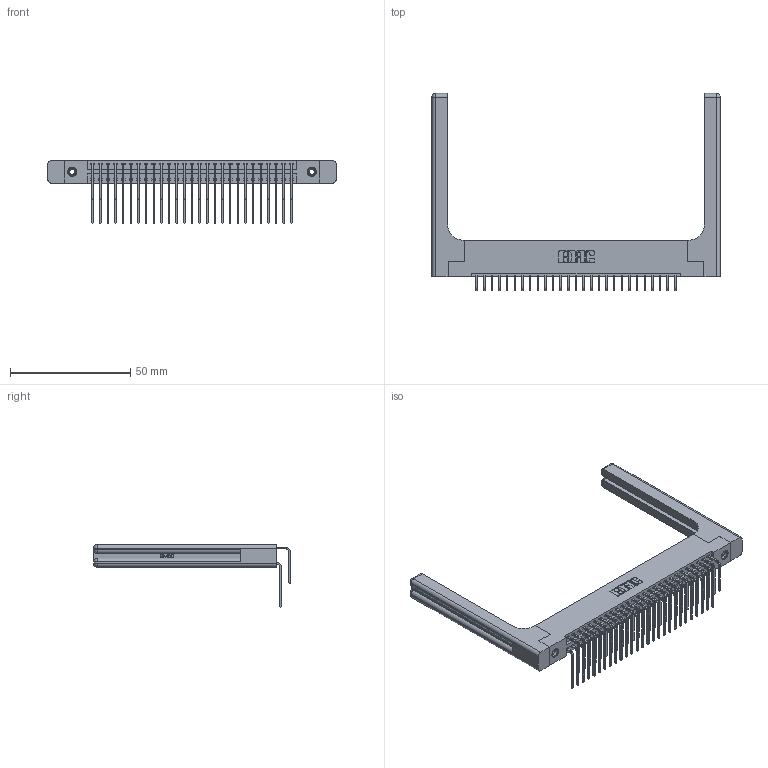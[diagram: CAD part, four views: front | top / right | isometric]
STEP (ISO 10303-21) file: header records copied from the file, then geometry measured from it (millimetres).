
FILE_DESCRIPTION (( 'STEP AP203' ), '1' );
FILE_NAME ('396-054-559-258.STEP', '2019-11-03T09:07:52', ( '' ), ( '' ), 'SwSTEP 2.0', 'SolidWorks 2016', '' );
FILE_SCHEMA (( 'CONFIG_CONTROL_DESIGN' ));
Length unit declared in the file: inch
Products named in the file (6): 396-054-559-258; 345-250-001_345-250-001-102; 346 Part_Flush Mounting Lugs - 0.156 Dia-TH; 346-220-058_345-220-058; 345-292-001_558 559 Tail - 1; 345-292-001_559 Tail - 2
Assembly tree (59 placements, depth 2):
  396-054-559-258
    346 Part_Flush Mounting Lugs - 0.156 Dia-TH
    345-292-001_558 559 Tail - 1  x27
    345-292-001_559 Tail - 2  x27
    345-250-001_345-250-001-102  x2
    346-220-058_345-220-058  x2
Bounding box: 119.79 x 81.85 x 26.16 mm (x, y, z)
Volume: 19369.9 mm3; surface area: 22555.4 mm2
Topology: 59 solids, 59 shells, 3294 faces, 9689 edges, 6366 vertices
Faces by surface type: plane 2222, cylinder 1012, bspline 36, cone 12, sphere 8, torus 4
Entity records: 26606 total; most frequent: CARTESIAN_POINT 5464, ORIENTED_EDGE 4144, DIRECTION 3772, EDGE_CURVE 2072, VECTOR 1700, LINE 1700, VERTEX_POINT 1370, AXIS2_PLACEMENT_3D 1036
